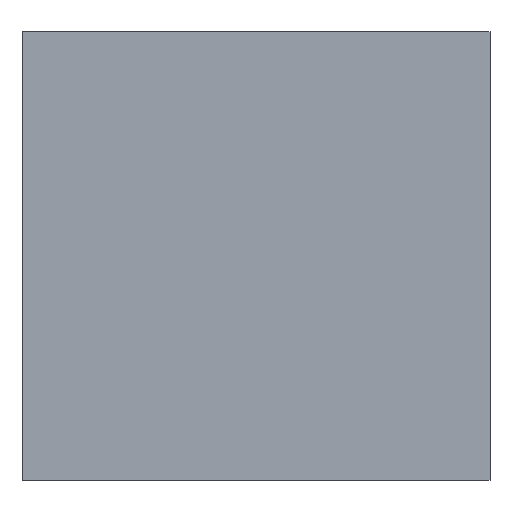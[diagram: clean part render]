
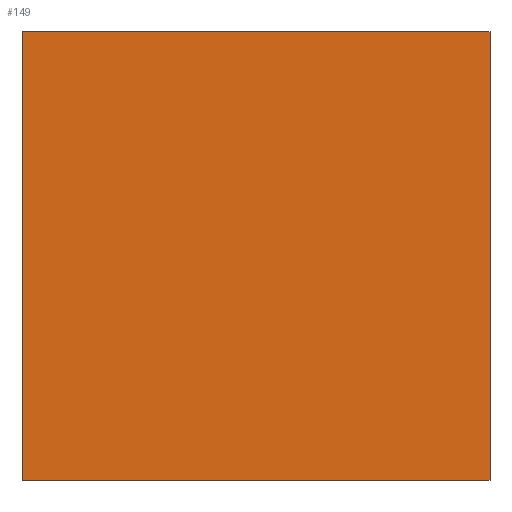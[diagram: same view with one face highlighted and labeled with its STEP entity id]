
A CAD part, left-side view. The second image highlights one B-rep face of the part: STEP entity #149.
In plain terms, the highlighted planar face has unit normal (-1, 0, 0).
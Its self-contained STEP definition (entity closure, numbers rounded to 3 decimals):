
#23=PLANE('',#184);
#31=FACE_OUTER_BOUND('',#41,.T.);
#41=EDGE_LOOP('',(#130,#131,#132,#133));
#48=LINE('',#247,#62);
#52=LINE('',#254,#66);
#53=LINE('',#257,#67);
#56=LINE('',#262,#70);
#62=VECTOR('',#207,10.);
#66=VECTOR('',#213,10.);
#67=VECTOR('',#216,10.);
#70=VECTOR('',#221,10.);
#82=VERTEX_POINT('',#244);
#83=VERTEX_POINT('',#246);
#85=VERTEX_POINT('',#252);
#86=VERTEX_POINT('',#256);
#96=EDGE_CURVE('',#82,#83,#48,.T.);
#100=EDGE_CURVE('',#85,#82,#52,.T.);
#101=EDGE_CURVE('',#86,#83,#53,.T.);
#104=EDGE_CURVE('',#85,#86,#56,.T.);
#130=ORIENTED_EDGE('',*,*,#104,.T.);
#131=ORIENTED_EDGE('',*,*,#101,.T.);
#132=ORIENTED_EDGE('',*,*,#96,.F.);
#133=ORIENTED_EDGE('',*,*,#100,.F.);
#149=ADVANCED_FACE('',(#31),#23,.T.);
#184=AXIS2_PLACEMENT_3D('',#261,#219,#220);
#207=DIRECTION('',(0.,0.,1.));
#213=DIRECTION('',(0.,1.,0.));
#216=DIRECTION('',(0.,1.,0.));
#219=DIRECTION('center_axis',(-1.,0.,0.));
#220=DIRECTION('ref_axis',(0.,0.,1.));
#221=DIRECTION('',(0.,0.,1.));
#244=CARTESIAN_POINT('',(-4.319,10.,-4.074));
#246=CARTESIAN_POINT('',(-4.319,10.,5.513));
#247=CARTESIAN_POINT('',(-4.319,10.,-4.074));
#252=CARTESIAN_POINT('',(-4.319,0.,-4.074));
#254=CARTESIAN_POINT('',(-4.319,0.,-4.074));
#256=CARTESIAN_POINT('',(-4.319,0.,5.513));
#257=CARTESIAN_POINT('',(-4.319,0.,5.513));
#261=CARTESIAN_POINT('Origin',(-4.319,0.,-4.074));
#262=CARTESIAN_POINT('',(-4.319,0.,-4.074));
